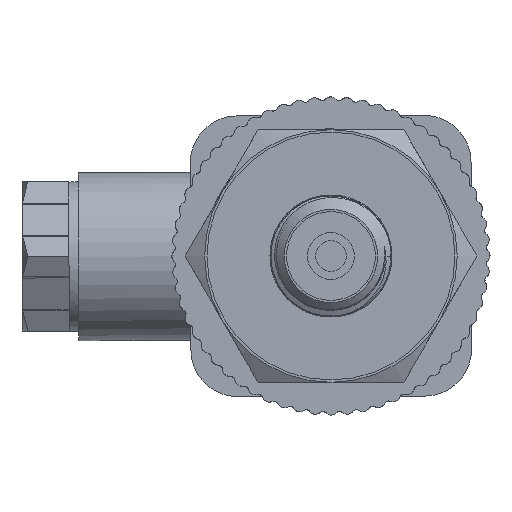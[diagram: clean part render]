
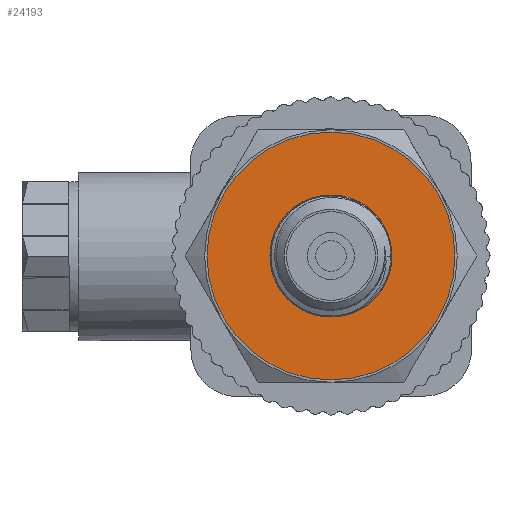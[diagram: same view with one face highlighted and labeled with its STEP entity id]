
A CAD part, left-side view. The second image highlights one B-rep face of the part: STEP entity #24193.
In plain terms, the highlighted planar face has unit normal (-1, 0, 0).
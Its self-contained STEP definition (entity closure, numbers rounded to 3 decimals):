
#302=PLANE('',#25489);
#1502=FACE_BOUND('',#3479,.T.);
#2107=FACE_OUTER_BOUND('',#3478,.T.);
#3478=EDGE_LOOP('',(#18140));
#3479=EDGE_LOOP('',(#18141));
#4698=CIRCLE('',#25466,13.25);
#4699=CIRCLE('',#25468,6.5);
#10753=VERTEX_POINT('',#44528);
#10754=VERTEX_POINT('',#44900);
#13517=EDGE_CURVE('',#10753,#10753,#4698,.T.);
#13519=EDGE_CURVE('',#10754,#10754,#4699,.T.);
#18140=ORIENTED_EDGE('',*,*,#13517,.T.);
#18141=ORIENTED_EDGE('',*,*,#13519,.T.);
#24193=ADVANCED_FACE('',(#2107,#1502),#302,.T.);
#25466=AXIS2_PLACEMENT_3D('',#44530,#27403,#27404);
#25468=AXIS2_PLACEMENT_3D('',#44901,#27407,#27408);
#25489=AXIS2_PLACEMENT_3D('',#46642,#27454,#27455);
#27403=DIRECTION('center_axis',(-1.,0.,0.));
#27404=DIRECTION('ref_axis',(0.,1.,0.));
#27407=DIRECTION('center_axis',(1.,0.,0.));
#27408=DIRECTION('ref_axis',(0.,0.,-1.));
#27454=DIRECTION('center_axis',(-1.,0.,0.));
#27455=DIRECTION('ref_axis',(0.,0.,1.));
#44528=CARTESIAN_POINT('',(-47.,-13.25,0.));
#44530=CARTESIAN_POINT('Origin',(-47.,0.,0.));
#44900=CARTESIAN_POINT('',(-47.,0.,6.5));
#44901=CARTESIAN_POINT('Origin',(-47.,0.,0.));
#46642=CARTESIAN_POINT('Origin',(-47.,13.5,0.));
